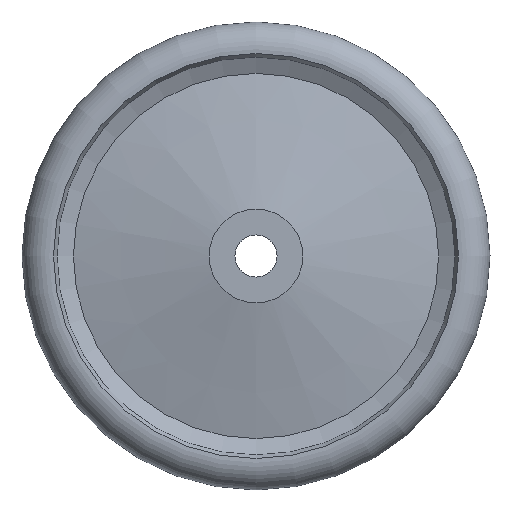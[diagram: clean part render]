
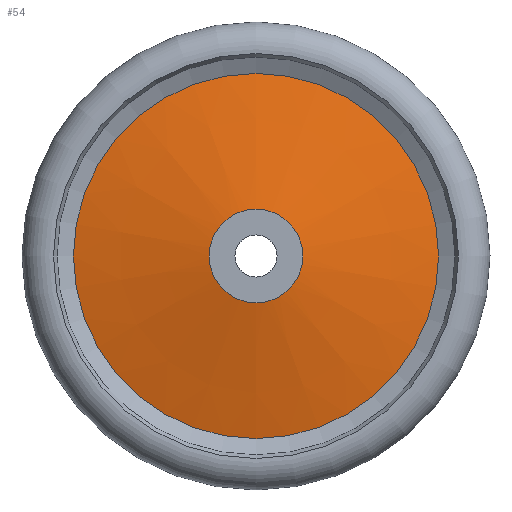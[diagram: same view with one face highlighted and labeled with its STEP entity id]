
A CAD part, left-side view. The second image highlights one B-rep face of the part: STEP entity #54.
In plain terms, the highlighted conical face has half-angle 77.838 degrees and reference radius 78 mm.
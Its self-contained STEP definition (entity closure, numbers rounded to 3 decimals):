
#54 = ADVANCED_FACE( '', ( #114, #115 ), #116, .T. );
#114 = FACE_BOUND( '', #170, .T. );
#115 = FACE_OUTER_BOUND( '', #171, .T. );
#116 = CONICAL_SURFACE( '', #172, 78., 1.359 );
#170 = EDGE_LOOP( '', ( #238 ) );
#171 = EDGE_LOOP( '', ( #239 ) );
#172 = AXIS2_PLACEMENT_3D( '', #240, #241, #242 );
#238 = ORIENTED_EDGE( '', *, *, #275, .F. );
#239 = ORIENTED_EDGE( '', *, *, #272, .T. );
#240 = CARTESIAN_POINT( '', ( 27., 0., 0. ) );
#241 = DIRECTION( '', ( 1., 0., 0. ) );
#242 = DIRECTION( '', ( 0., 0., -1. ) );
#272 = EDGE_CURVE( '', #305, #305, #306, .T. );
#275 = EDGE_CURVE( '', #310, #310, #311, .T. );
#305 = VERTEX_POINT( '', #341 );
#306 = CIRCLE( '', #342, 78. );
#310 = VERTEX_POINT( '', #346 );
#311 = CIRCLE( '', #347, 20. );
#341 = CARTESIAN_POINT( '', ( 27., 0., 78. ) );
#342 = AXIS2_PLACEMENT_3D( '', #379, #380, #381 );
#346 = CARTESIAN_POINT( '', ( 14.5, 0., 20. ) );
#347 = AXIS2_PLACEMENT_3D( '', #385, #386, #387 );
#379 = CARTESIAN_POINT( '', ( 27., 0., 0. ) );
#380 = DIRECTION( '', ( -1., 0., 0. ) );
#381 = DIRECTION( '', ( 0., 0., 1. ) );
#385 = CARTESIAN_POINT( '', ( 14.5, 0., 0. ) );
#386 = DIRECTION( '', ( -1., 0., 0. ) );
#387 = DIRECTION( '', ( 0., 0., 1. ) );
